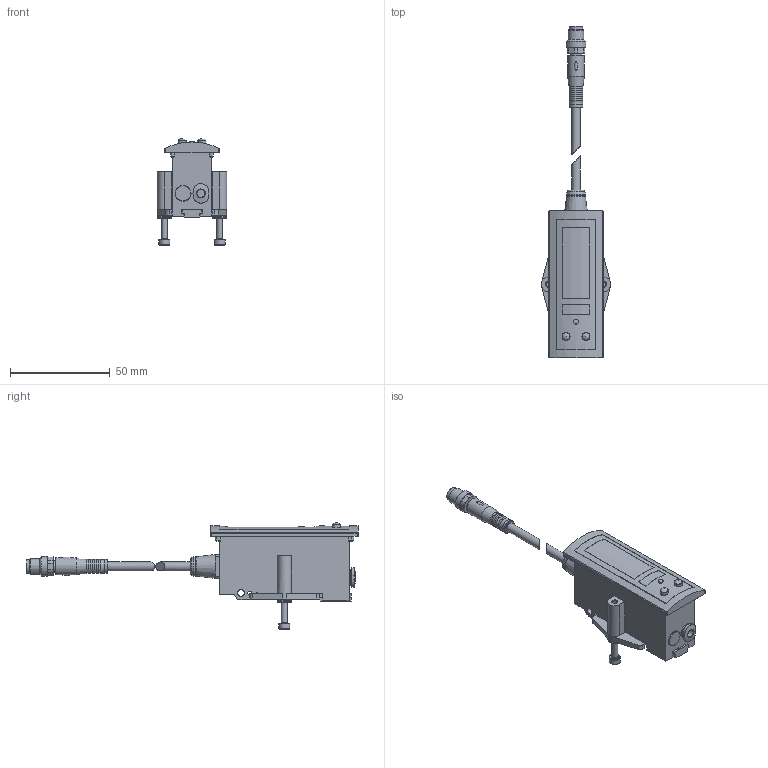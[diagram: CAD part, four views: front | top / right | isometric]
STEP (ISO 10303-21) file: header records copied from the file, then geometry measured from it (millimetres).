
FILE_DESCRIPTION(/* description */ ('STEP AP214'),/* implementation_level */ '2;1');
FILE_NAME(/* name */ '540208_SDE3-D10S-B-FQ4-2P-M8',/* time_stamp */ '2024-09-14T23:39:10+02:00',/* author */ ('License CC BY-ND 4.0'),/* organization */ ('CADENAS'),/* preprocessor_version */ 'ST-DEVELOPER v19.3',/* originating_system */ 'PARTsolutions',/* authorisation */ ' ');
FILE_SCHEMA (('AUTOMOTIVE_DESIGN {1 0 10303 214 3 1 1}'));
Length unit declared in the file: millimetre
Products named in the file (6): 540208 SDE3-D10S-B-FQ4-2P-M8; 539679 SDE3-D10S-B-FQ4-2P-M8-----(G); 679238 SXE3-.-FQ4; ISO-4762 M3x30; ISO 7089 3 (F); 683526 SXE3-M8
Assembly tree (11 placements, depth 2):
  540208 SDE3-D10S-B-FQ4-2P-M8
    539679 SDE3-D10S-B-FQ4-2P-M8-----(G)
    679238 SXE3-.-FQ4
    ISO-4762 M3x30  x2
    ISO 7089 3 (F)  x6
    683526 SXE3-M8
Bounding box: 34.9 x 166.8 x 53.55 mm (x, y, z)
Volume: 55158.1 mm3; surface area: 18613.6 mm2
Topology: 11 solids, 11 shells, 368 faces, 884 edges, 563 vertices
Faces by surface type: plane 204, cylinder 101, cone 41, torus 16, sphere 6
Full cylindrical faces by diameter (mm): 1 x4, 2.459 x2, 2.5 x1, 3 x2, 3.2 x2, 3.38 x6, 3.4 x1, 3.9 x1, 4 x3, 4.5 x2, 5.2 x1, 5.5 x2, 5.8 x1, 5.9 x1, 6.9 x1, 7 x11, 8 x4, 8.5 x1, 9.6 x1, 10 x1
Entity records: 10930 total; most frequent: CARTESIAN_POINT 1682, DIRECTION 1566, ORIENTED_EDGE 1406, EDGE_CURVE 703, AXIS2_PLACEMENT_3D 558, VERTEX_POINT 490, LINE 450, VECTOR 450
